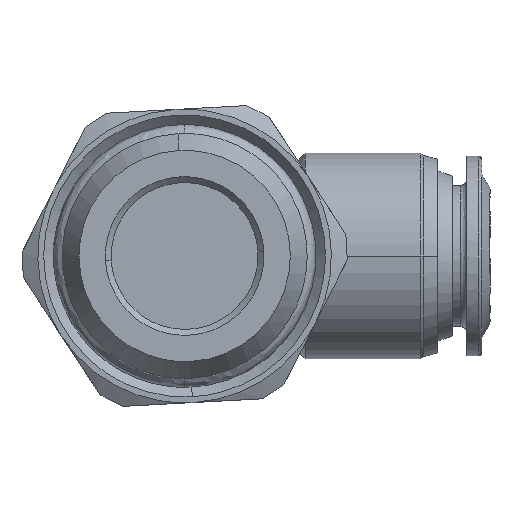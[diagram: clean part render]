
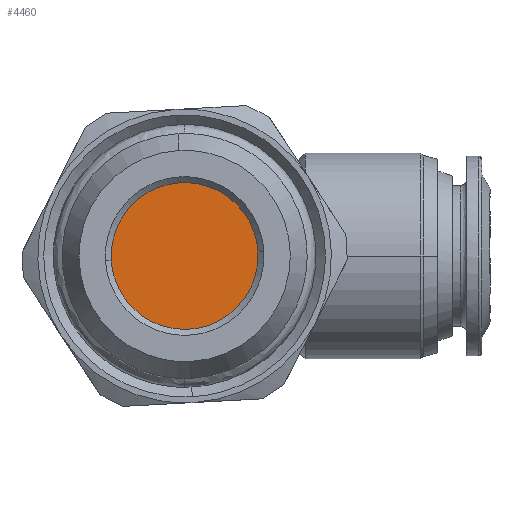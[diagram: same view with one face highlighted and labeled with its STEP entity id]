
A CAD part, left-side view. The second image highlights one B-rep face of the part: STEP entity #4460.
In plain terms, the highlighted free-form (B-spline) face has degree [1, 1] with [2, 2] control points.
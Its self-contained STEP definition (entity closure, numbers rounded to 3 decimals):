
#135 = CARTESIAN_POINT ( 'NONE',  ( -23.314, 10.606, 3.317 ) ) ;
#378 = CARTESIAN_POINT ( 'NONE',  ( -23.314, 10.407, -0.339 ) ) ;
#405 = B_SPLINE_SURFACE_WITH_KNOTS ( 'NONE', 1, 1, ( 
 ( #773, #7848 ),
 ( #7032, #5438 ) ),
 .UNSPECIFIED., .F., .F., .F.,
 ( 2, 2 ),
 ( 2, 2 ),
 ( 0., 1. ),
 ( 0., 1. ),
 .UNSPECIFIED. ) ;
#535 = FACE_OUTER_BOUND ( 'NONE', #4936, .T. ) ;
#773 = CARTESIAN_POINT ( 'NONE',  ( -23.314, 10.491, -6.325 ) ) ;
#981 = ORIENTED_EDGE ( 'NONE', *, *, #5171, .F. ) ;
#1015 = CARTESIAN_POINT ( 'NONE',  ( -23.314, 4.505, 6.241 ) ) ;
#1569 = CARTESIAN_POINT ( 'NONE',  ( -23.314, 10.407, -0.339 ) ) ;
#1707 = VERTEX_POINT ( 'NONE', #378 ) ;
#1828 = CARTESIAN_POINT ( 'NONE',  ( -23.314, -2.075, 0.339 ) ) ;
#2312 = CARTESIAN_POINT ( 'NONE',  ( -23.314, -2.753, -12.142 ) ) ;
#2415 = CARTESIAN_POINT ( 'NONE',  ( -23.314, 10.407, -0.339 ) ) ;
#2446 = CARTESIAN_POINT ( 'NONE',  ( -23.314, 8.161, 6.042 ) ) ;
#2558 = VERTEX_POINT ( 'NONE', #9274 ) ;
#2583 = CARTESIAN_POINT ( 'NONE',  ( -23.314, -1.876, 3.995 ) ) ;
#4460 = ADVANCED_FACE ( 'NONE', ( #535 ), #405, .T. ) ;
#4772 = CARTESIAN_POINT ( 'NONE',  ( -23.314, -2.075, 0.339 ) ) ;
#4936 = EDGE_LOOP ( 'NONE', ( #8782, #981 ) ) ;
#5171 = EDGE_CURVE ( 'NONE', #1707, #2558, #5331, .T. ) ;
#5331 =( BOUNDED_CURVE ( )  B_SPLINE_CURVE ( 3, ( #2415, #135, #2446, #1015, #9691, #2583, #1828 ),
 .UNSPECIFIED., .F., .F. ) 
 B_SPLINE_CURVE_WITH_KNOTS ( ( 4, 3, 4 ),
 ( -3.142, -1.571, 0. ),
 .UNSPECIFIED. ) 
 CURVE ( )  GEOMETRIC_REPRESENTATION_ITEM ( )  RATIONAL_B_SPLINE_CURVE ( ( 1., 0.805, 0.805, 1., 0.805, 0.805, 1. ) ) 
 REPRESENTATION_ITEM ( '' )  );
#5438 = CARTESIAN_POINT ( 'NONE',  ( -23.314, -2.159, 6.325 ) ) ;
#6275 = CARTESIAN_POINT ( 'NONE',  ( -23.314, 9.729, -12.821 ) ) ;
#7032 = CARTESIAN_POINT ( 'NONE',  ( -23.314, -2.159, -6.325 ) ) ;
#7848 = CARTESIAN_POINT ( 'NONE',  ( -23.314, 10.491, 6.325 ) ) ;
#8563 =( BOUNDED_CURVE ( )  B_SPLINE_CURVE ( 3, ( #4772, #2312, #6275, #1569 ),
 .UNSPECIFIED., .F., .F. ) 
 B_SPLINE_CURVE_WITH_KNOTS ( ( 4, 4 ),
 ( -3.142, 0. ),
 .UNSPECIFIED. ) 
 CURVE ( )  GEOMETRIC_REPRESENTATION_ITEM ( )  RATIONAL_B_SPLINE_CURVE ( ( 1., 0.333, 0.333, 1. ) ) 
 REPRESENTATION_ITEM ( '' )  );
#8713 = EDGE_CURVE ( 'NONE', #2558, #1707, #8563, .T. ) ;
#8782 = ORIENTED_EDGE ( 'NONE', *, *, #8713, .F. ) ;
#9274 = CARTESIAN_POINT ( 'NONE',  ( -23.314, -2.075, 0.339 ) ) ;
#9691 = CARTESIAN_POINT ( 'NONE',  ( -23.314, 0.849, 6.439 ) ) ;
